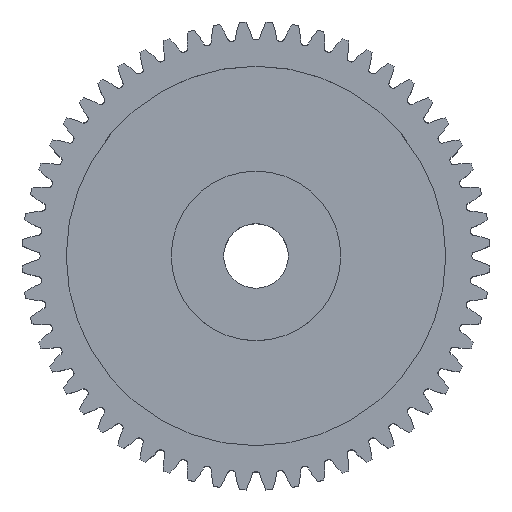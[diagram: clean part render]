
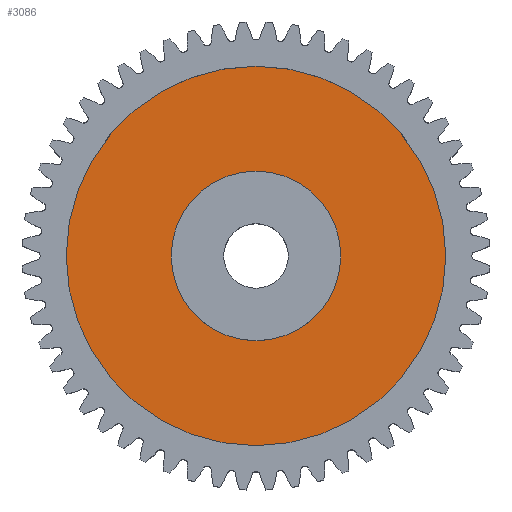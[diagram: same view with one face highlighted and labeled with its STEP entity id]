
A CAD part, top view. The second image highlights one B-rep face of the part: STEP entity #3086.
In plain terms, the highlighted planar face has unit normal (0, 0, 1).
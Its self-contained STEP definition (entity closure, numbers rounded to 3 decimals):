
#3077 = EDGE_CURVE ( 'NONE', #4062, #4060, #8886, .T. ) ;
#3078 = EDGE_LOOP ( 'NONE', ( #3084, #3089 ) ) ;
#3082 = EDGE_CURVE ( 'NONE', #4054, #4063, #9379, .T. ) ;
#3084 = ORIENTED_EDGE ( 'NONE', *, *, #4072, .T. ) ;
#3086 = ADVANCED_FACE ( 'NONE', ( #9380, #9385 ), #9657, .F. ) ;
#3088 = ORIENTED_EDGE ( 'NONE', *, *, #4059, .F. ) ;
#3089 = ORIENTED_EDGE ( 'NONE', *, *, #3077, .T. ) ;
#3090 = EDGE_LOOP ( 'NONE', ( #3091, #3088 ) ) ;
#3091 = ORIENTED_EDGE ( 'NONE', *, *, #3082, .F. ) ;
#4054 = VERTEX_POINT ( 'NONE', #11323 ) ;
#4059 = EDGE_CURVE ( 'NONE', #4063, #4054, #11312, .T. ) ;
#4060 = VERTEX_POINT ( 'NONE', #11230 ) ;
#4062 = VERTEX_POINT ( 'NONE', #11227 ) ;
#4063 = VERTEX_POINT ( 'NONE', #11226 ) ;
#4072 = EDGE_CURVE ( 'NONE', #4060, #4062, #11213, .T. ) ;
#8392 = CARTESIAN_POINT ( 'NONE',  ( 0., 0., 6.8 ) ) ;
#8742 = DIRECTION ( 'NONE',  ( 0., 0., -1. ) ) ;
#8878 = AXIS2_PLACEMENT_3D ( 'NONE', #8392, #8742, #9345 ) ;
#8886 = CIRCLE ( 'NONE', #8878, 10.5 ) ;
#9345 = DIRECTION ( 'NONE',  ( -1., 0., 0. ) ) ;
#9373 = CARTESIAN_POINT ( 'NONE',  ( 0., 0., 6.8 ) ) ;
#9375 = DIRECTION ( 'NONE',  ( -1., 0., 0. ) ) ;
#9376 = DIRECTION ( 'NONE',  ( 0., 0., -1. ) ) ;
#9379 = CIRCLE ( 'NONE', #9387, 23.5 ) ;
#9380 = FACE_BOUND ( 'NONE', #3078, .T. ) ;
#9385 = FACE_OUTER_BOUND ( 'NONE', #3090, .T. ) ;
#9387 = AXIS2_PLACEMENT_3D ( 'NONE', #9373, #9376, #9375 ) ;
#9653 = DIRECTION ( 'NONE',  ( -1., 0., 0. ) ) ;
#9654 = DIRECTION ( 'NONE',  ( 0., 0., -1. ) ) ;
#9655 = CARTESIAN_POINT ( 'NONE',  ( 0., 0., 6.8 ) ) ;
#9656 = AXIS2_PLACEMENT_3D ( 'NONE', #9655, #9654, #9653 ) ;
#9657 = PLANE ( 'NONE',  #9656 ) ;
#11211 = CARTESIAN_POINT ( 'NONE',  ( 0., 0., 6.8 ) ) ;
#11212 = AXIS2_PLACEMENT_3D ( 'NONE', #11211, #11264, #11263 ) ;
#11213 = CIRCLE ( 'NONE', #11212, 10.5 ) ;
#11224 = DIRECTION ( 'NONE',  ( -1., 0., 0. ) ) ;
#11225 = DIRECTION ( 'NONE',  ( 0., 0., -1. ) ) ;
#11226 = CARTESIAN_POINT ( 'NONE',  ( 23.5, 0., 6.8 ) ) ;
#11227 = CARTESIAN_POINT ( 'NONE',  ( 10.5, 0., 6.8 ) ) ;
#11230 = CARTESIAN_POINT ( 'NONE',  ( -10.5, 0., 6.8 ) ) ;
#11238 = AXIS2_PLACEMENT_3D ( 'NONE', #11295, #11225, #11224 ) ;
#11263 = DIRECTION ( 'NONE',  ( -1., 0., 0. ) ) ;
#11264 = DIRECTION ( 'NONE',  ( 0., 0., -1. ) ) ;
#11295 = CARTESIAN_POINT ( 'NONE',  ( 0., 0., 6.8 ) ) ;
#11312 = CIRCLE ( 'NONE', #11238, 23.5 ) ;
#11323 = CARTESIAN_POINT ( 'NONE',  ( -23.5, 0., 6.8 ) ) ;
